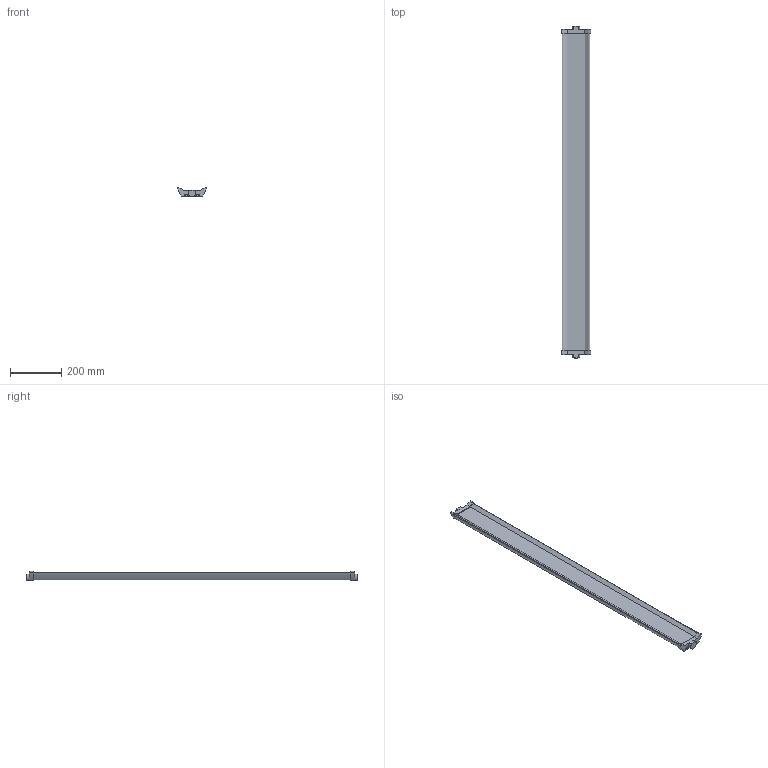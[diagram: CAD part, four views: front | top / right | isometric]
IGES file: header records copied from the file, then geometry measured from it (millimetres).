
Start section: Elysium IGES Interface
Global section: file name: 59HPNS75_124.igs; native system: SolidDesigner 13.20A  18-Aug-2005; preprocessor: OneSpace IGES_3D V2.1; author: Unknown; organization: Unknown; date: 20051010.124109; units: millimetre
Bounding box: 113.74 x 1296 x 35.5 mm (x, y, z)
Volume: 2478521.1 mm3; surface area: 395363.8 mm2
Topology: 1 solids, 1 shells, 92 faces, 276 edges, 184 vertices
Faces by surface type: bspline 92
